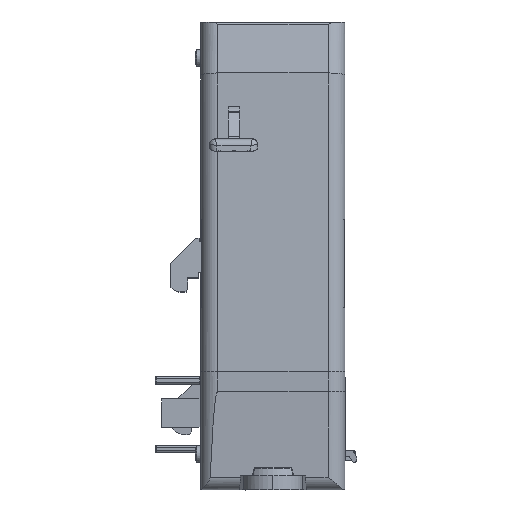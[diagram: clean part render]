
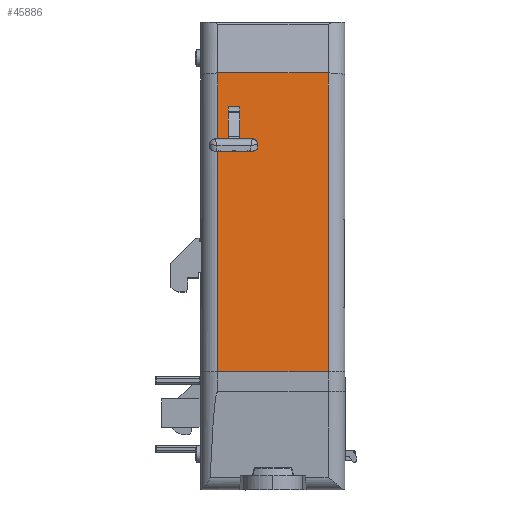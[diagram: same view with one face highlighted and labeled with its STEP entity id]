
A CAD part, front view. The second image highlights one B-rep face of the part: STEP entity #45886.
In plain terms, the highlighted planar face has unit normal (0, -0.999, 0.044).
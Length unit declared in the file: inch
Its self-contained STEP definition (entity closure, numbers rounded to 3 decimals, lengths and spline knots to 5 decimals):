
#1596 = CARTESIAN_POINT ( 'NONE',  ( -0.11309, -1.85857, -0.49051 ) ) ;
#3016 = EDGE_LOOP ( 'NONE', ( #152006, #38404, #106898, #137629 ) ) ;
#3105 = CARTESIAN_POINT ( 'NONE',  ( 0.61861, -1.84853, -0.26054 ) ) ;
#5833 = LINE ( 'NONE', #126157, #35430 ) ;
#8338 = EDGE_CURVE ( 'NONE', #32652, #105491, #11498, .T. ) ;
#11498 = LINE ( 'NONE', #80812, #82477 ) ;
#14274 = VERTEX_POINT ( 'NONE', #75292 ) ;
#20234 = VECTOR ( 'NONE', #35387, 39.37008 ) ;
#21052 = DIRECTION ( 'NONE',  ( 0., -0.999, 0.044 ) ) ;
#26025 = VERTEX_POINT ( 'NONE', #30885 ) ;
#26075 = EDGE_CURVE ( 'NONE', #14274, #57242, #38457, .T. ) ;
#26292 = ORIENTED_EDGE ( 'NONE', *, *, #26075, .T. ) ;
#29984 = VECTOR ( 'NONE', #40767, 39.37008 ) ;
#30885 = CARTESIAN_POINT ( 'NONE',  ( -0.19185, -1.85857, -0.49051 ) ) ;
#32652 = VERTEX_POINT ( 'NONE', #36980 ) ;
#35387 = DIRECTION ( 'NONE',  ( 0., -0.044, -0.999 ) ) ;
#35430 = VECTOR ( 'NONE', #75027, 39.37008 ) ;
#35594 = ORIENTED_EDGE ( 'NONE', *, *, #8338, .T. ) ;
#36980 = CARTESIAN_POINT ( 'NONE',  ( 0.50148, -1.93908, -2.33452 ) ) ;
#38404 = ORIENTED_EDGE ( 'NONE', *, *, #85690, .T. ) ;
#38457 = LINE ( 'NONE', #157121, #70179 ) ;
#40586 = FACE_OUTER_BOUND ( 'NONE', #63207, .T. ) ;
#40767 = DIRECTION ( 'NONE',  ( 1., 0., 0. ) ) ;
#42042 = CARTESIAN_POINT ( 'NONE',  ( -0.19185, -1.87057, -0.76539 ) ) ;
#42860 = LINE ( 'NONE', #3105, #56858 ) ;
#45886 = ADVANCED_FACE ( 'NONE', ( #40586, #129244 ), #161061, .T. ) ;
#54053 = CARTESIAN_POINT ( 'NONE',  ( 0.61861, -1.87057, -0.76539 ) ) ;
#54218 = EDGE_CURVE ( 'NONE', #65151, #26025, #154693, .T. ) ;
#56858 = VECTOR ( 'NONE', #116647, 39.37008 ) ;
#57242 = VERTEX_POINT ( 'NONE', #132820 ) ;
#58837 = VERTEX_POINT ( 'NONE', #1596 ) ;
#60079 = VECTOR ( 'NONE', #158855, 39.37008 ) ;
#63207 = EDGE_LOOP ( 'NONE', ( #93299, #35594, #103718, #26292 ) ) ;
#65151 = VERTEX_POINT ( 'NONE', #42042 ) ;
#70113 = CARTESIAN_POINT ( 'NONE',  ( 0.61861, -1.93908, -2.33452 ) ) ;
#70179 = VECTOR ( 'NONE', #145002, 39.37008 ) ;
#75027 = DIRECTION ( 'NONE',  ( -1., 0., 0. ) ) ;
#75292 = CARTESIAN_POINT ( 'NONE',  ( -0.26426, -1.84853, -0.26054 ) ) ;
#78721 = AXIS2_PLACEMENT_3D ( 'NONE', #109126, #21052, #148919 ) ;
#80812 = CARTESIAN_POINT ( 'NONE',  ( 0.50148, -2.03667, -4.56957 ) ) ;
#82044 = EDGE_CURVE ( 'NONE', #58837, #26025, #5833, .T. ) ;
#82477 = VECTOR ( 'NONE', #106657, 39.37008 ) ;
#83648 = DIRECTION ( 'NONE',  ( 0., 0.044, 0.999 ) ) ;
#85690 = EDGE_CURVE ( 'NONE', #58837, #115387, #91110, .T. ) ;
#87479 = VECTOR ( 'NONE', #83648, 39.37008 ) ;
#91110 = LINE ( 'NONE', #148440, #20234 ) ;
#93299 = ORIENTED_EDGE ( 'NONE', *, *, #103090, .F. ) ;
#93511 = LINE ( 'NONE', #70113, #60079 ) ;
#99761 = CARTESIAN_POINT ( 'NONE',  ( -0.11309, -1.87057, -0.76539 ) ) ;
#103090 = EDGE_CURVE ( 'NONE', #32652, #57242, #93511, .T. ) ;
#103718 = ORIENTED_EDGE ( 'NONE', *, *, #133917, .T. ) ;
#104901 = LINE ( 'NONE', #54053, #29984 ) ;
#105491 = VERTEX_POINT ( 'NONE', #141942 ) ;
#106657 = DIRECTION ( 'NONE',  ( 0., 0.044, 0.999 ) ) ;
#106898 = ORIENTED_EDGE ( 'NONE', *, *, #148630, .F. ) ;
#107377 = CARTESIAN_POINT ( 'NONE',  ( -0.19185, -2.03667, -4.56957 ) ) ;
#109126 = CARTESIAN_POINT ( 'NONE',  ( 0.61861, -2.03667, -4.56957 ) ) ;
#115387 = VERTEX_POINT ( 'NONE', #99761 ) ;
#116647 = DIRECTION ( 'NONE',  ( -1., 0., 0. ) ) ;
#126157 = CARTESIAN_POINT ( 'NONE',  ( -0.15247, -1.85857, -0.49051 ) ) ;
#129244 = FACE_BOUND ( 'NONE', #3016, .T. ) ;
#132820 = CARTESIAN_POINT ( 'NONE',  ( -0.26426, -1.93908, -2.33452 ) ) ;
#133917 = EDGE_CURVE ( 'NONE', #105491, #14274, #42860, .T. ) ;
#137629 = ORIENTED_EDGE ( 'NONE', *, *, #54218, .T. ) ;
#141942 = CARTESIAN_POINT ( 'NONE',  ( 0.50148, -1.84853, -0.26054 ) ) ;
#145002 = DIRECTION ( 'NONE',  ( 0., -0.044, -0.999 ) ) ;
#148440 = CARTESIAN_POINT ( 'NONE',  ( -0.11309, -2.03667, -4.56957 ) ) ;
#148630 = EDGE_CURVE ( 'NONE', #65151, #115387, #104901, .T. ) ;
#148919 = DIRECTION ( 'NONE',  ( 0., -0.044, -0.999 ) ) ;
#152006 = ORIENTED_EDGE ( 'NONE', *, *, #82044, .F. ) ;
#154693 = LINE ( 'NONE', #107377, #87479 ) ;
#157121 = CARTESIAN_POINT ( 'NONE',  ( -0.26426, -1.93908, -2.33452 ) ) ;
#158855 = DIRECTION ( 'NONE',  ( -1., 0., 0. ) ) ;
#161061 = PLANE ( 'NONE',  #78721 ) ;
